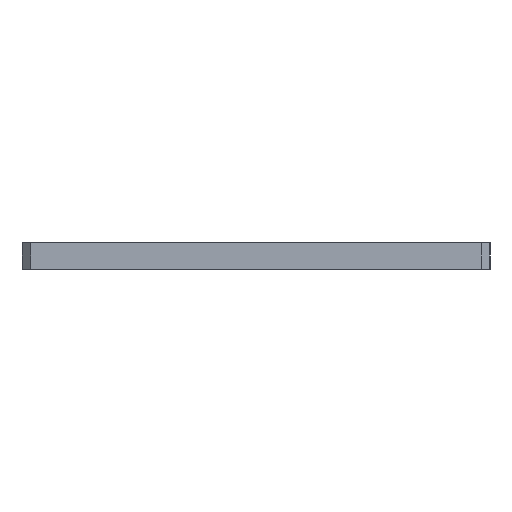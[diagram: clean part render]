
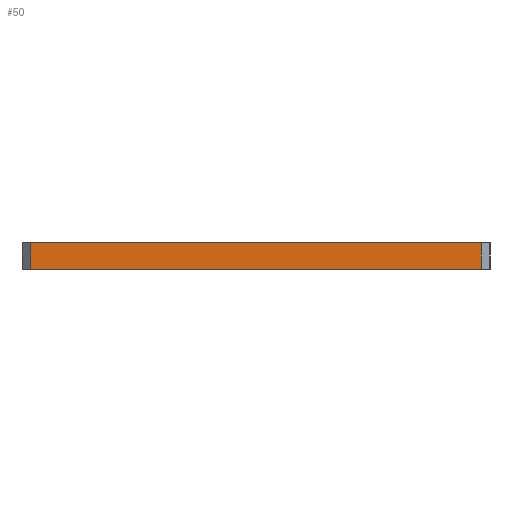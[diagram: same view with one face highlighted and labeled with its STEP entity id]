
A CAD part, left-side view. The second image highlights one B-rep face of the part: STEP entity #50.
In plain terms, the highlighted planar face has unit normal (-1, 0, 0).
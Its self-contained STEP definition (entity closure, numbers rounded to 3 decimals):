
#35 = EDGE_CURVE ( 'NONE', #166, #134, #340, .T. ) ;
#50 = ADVANCED_FACE ( 'NONE', ( #418 ), #423, .F. ) ;
#66 = EDGE_CURVE ( 'NONE', #134, #143, #454, .T. ) ;
#67 = EDGE_CURVE ( 'NONE', #166, #146, #452, .T. ) ;
#86 = EDGE_CURVE ( 'NONE', #143, #146, #578, .T. ) ;
#112 = EDGE_LOOP ( 'NONE', ( #184, #122, #142, #126 ) ) ;
#122 = ORIENTED_EDGE ( 'NONE', *, *, #86, .T. ) ;
#126 = ORIENTED_EDGE ( 'NONE', *, *, #35, .T. ) ;
#134 = VERTEX_POINT ( 'NONE', #552 ) ;
#142 = ORIENTED_EDGE ( 'NONE', *, *, #67, .F. ) ;
#143 = VERTEX_POINT ( 'NONE', #574 ) ;
#146 = VERTEX_POINT ( 'NONE', #560 ) ;
#166 = VERTEX_POINT ( 'NONE', #544 ) ;
#184 = ORIENTED_EDGE ( 'NONE', *, *, #66, .T. ) ;
#314 = DIRECTION ( 'NONE',  ( 0., 0., -1. ) ) ;
#333 = CARTESIAN_POINT ( 'NONE',  ( -26.8, 25.8, 3. ) ) ;
#340 = LINE ( 'NONE', #333, #668 ) ;
#405 = DIRECTION ( 'NONE',  ( 1., 0., 0. ) ) ;
#415 = CARTESIAN_POINT ( 'NONE',  ( -26.8, 26.8, 3. ) ) ;
#418 = FACE_OUTER_BOUND ( 'NONE', #112, .T. ) ;
#423 = PLANE ( 'NONE',  #714 ) ;
#424 = DIRECTION ( 'NONE',  ( 0., 1., 0. ) ) ;
#451 = DIRECTION ( 'NONE',  ( 0., -1., 0. ) ) ;
#452 = LINE ( 'NONE', #464, #710 ) ;
#453 = CARTESIAN_POINT ( 'NONE',  ( -26.8, 26.8, 0. ) ) ;
#454 = LINE ( 'NONE', #453, #679 ) ;
#464 = CARTESIAN_POINT ( 'NONE',  ( -26.8, 26.8, 3. ) ) ;
#474 = DIRECTION ( 'NONE',  ( 0., -1., 0. ) ) ;
#540 = DIRECTION ( 'NONE',  ( 0., 0., 1. ) ) ;
#544 = CARTESIAN_POINT ( 'NONE',  ( -26.8, 25.8, 3. ) ) ;
#550 = CARTESIAN_POINT ( 'NONE',  ( -26.8, -25.8, 3. ) ) ;
#552 = CARTESIAN_POINT ( 'NONE',  ( -26.8, 25.8, 0. ) ) ;
#560 = CARTESIAN_POINT ( 'NONE',  ( -26.8, -25.8, 3. ) ) ;
#574 = CARTESIAN_POINT ( 'NONE',  ( -26.8, -25.8, 0. ) ) ;
#578 = LINE ( 'NONE', #550, #670 ) ;
#668 = VECTOR ( 'NONE', #314, 1000. ) ;
#670 = VECTOR ( 'NONE', #540, 1000. ) ;
#679 = VECTOR ( 'NONE', #451, 1000. ) ;
#710 = VECTOR ( 'NONE', #474, 1000. ) ;
#714 = AXIS2_PLACEMENT_3D ( 'NONE', #415, #405, #424 ) ;
